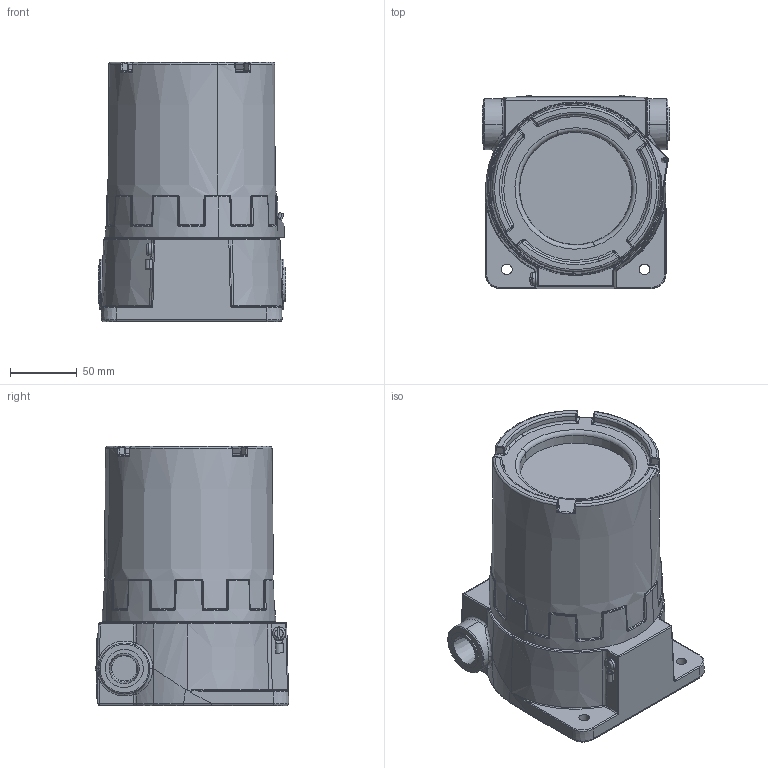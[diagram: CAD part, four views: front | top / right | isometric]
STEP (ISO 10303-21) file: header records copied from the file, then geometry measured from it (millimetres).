
FILE_DESCRIPTION (( 'STEP AP203' ), '1' );
FILE_NAME ('C2-BU.STEP', '2024-01-05T11:38:54', ( '' ), ( '' ), 'SwSTEP 2.0', 'SolidWorks 2022', '' );
FILE_SCHEMA (( 'CONFIG_CONTROL_DESIGN' ));
Length unit declared in the file: inch
Products named in the file (5): 4638K515_4638K515; 201109; C2-BU; 92196A535_92196A535; 201935
Assembly tree (5 placements, depth 2):
  C2-BU
    201109
    201935
    92196A535_92196A535  x2
    4638K515_4638K515
Bounding box: 140.18 x 145.02 x 194.12 mm (x, y, z)
Volume: 1094016.2 mm3; surface area: 301774.7 mm2
Topology: 20 solids, 20 shells, 1575 faces, 3783 edges, 2220 vertices
Faces by surface type: plane 461, bspline 451, cylinder 260, cone 255, torus 133, sphere 15
Entity records: 61147 total; most frequent: CARTESIAN_POINT 33318, ORIENTED_EDGE 6344, DIRECTION 4860, EDGE_CURVE 3172, AXIS2_PLACEMENT_3D 2039, VERTEX_POINT 1895, EDGE_LOOP 1403, ADVANCED_FACE 1341
